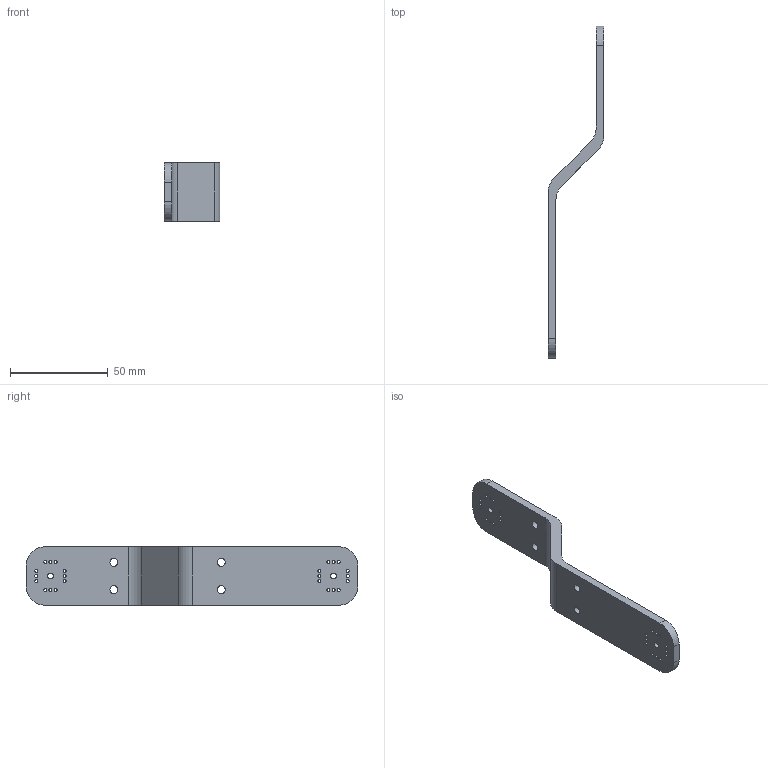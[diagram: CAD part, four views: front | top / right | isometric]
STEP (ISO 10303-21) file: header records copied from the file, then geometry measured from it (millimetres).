
FILE_DESCRIPTION(/* description */ ('STEP AP242','CAx-IF Rec.Pracs.---Representation and Presentation of Product Manufacturing Information (PMI)---4.0---2014-10-13','CAx-IF Rec.Pracs.---3D Tessellated Geometry---0.4---2014-09-14','2;1'),/* implementation_level */ '2;1');
FILE_NAME(/* name */ '68890ca7fb56dc36b39b222e',/* time_stamp */ '2025-07-29T18:02:15Z',/* author */ (''),/* organization */ (''),/* preprocessor_version */ 'ST-DEVELOPER v20',/* originating_system */ 'ONSHAPE BY PTC INC, 1.201',/* authorisation */ ' ');
FILE_SCHEMA (('AP242_MANAGED_MODEL_BASED_3D_ENGINEERING_MIM_LF { 1 0 10303 442 1 1 4 }'));
Length unit declared in the file: metre
Products named in the file (1): Part 1
Bounding box: 28.6 x 170 x 30 mm (x, y, z)
Volume: 22558 mm3; surface area: 12849.9 mm2
Topology: 1 solids, 1 shells, 48 faces, 153 edges, 107 vertices
Faces by surface type: cylinder 38, plane 10
Full cylindrical faces by diameter (mm): 1.6 x24, 3 x2, 4 x4
Entity records: 1610 total; most frequent: DIRECTION 282, CARTESIAN_POINT 249, ORIENTED_EDGE 216, EDGE_LOOP 138, FACE_BOUND 138, AXIS2_PLACEMENT_3D 125, EDGE_CURVE 108, VERTEX_POINT 92
